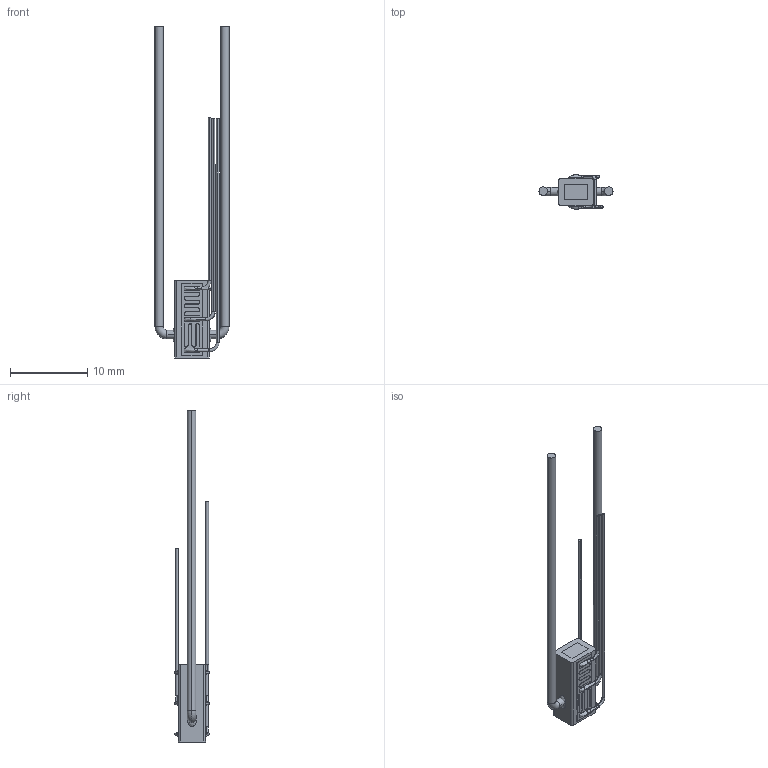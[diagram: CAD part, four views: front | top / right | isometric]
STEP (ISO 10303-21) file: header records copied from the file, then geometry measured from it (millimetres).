
FILE_DESCRIPTION (( 'STEP AP214' ), '1' );
FILE_NAME ('CTN017646-E0W.STEP', '2021-07-01T06:27:01', ( '' ), ( '' ), 'SwSTEP 2.0', 'SolidWorks 2018', '' );
FILE_SCHEMA (( 'AUTOMOTIVE_DESIGN' ));
Length unit declared in the file: millimetre
Products named in the file (1): CTN017646-E0W
Bounding box: 9.6 x 4.5 x 43.03 mm (x, y, z)
Volume: 254.1 mm3; surface area: 935.7 mm2
Topology: 12 solids, 12 shells, 244 faces, 632 edges, 420 vertices
Faces by surface type: plane 124, cylinder 88, torus 20, bspline 12
Entity records: 7967 total; most frequent: CARTESIAN_POINT 1709, DIRECTION 1298, ORIENTED_EDGE 1264, EDGE_CURVE 632, AXIS2_PLACEMENT_3D 465, VERTEX_POINT 420, LINE 368, VECTOR 368
